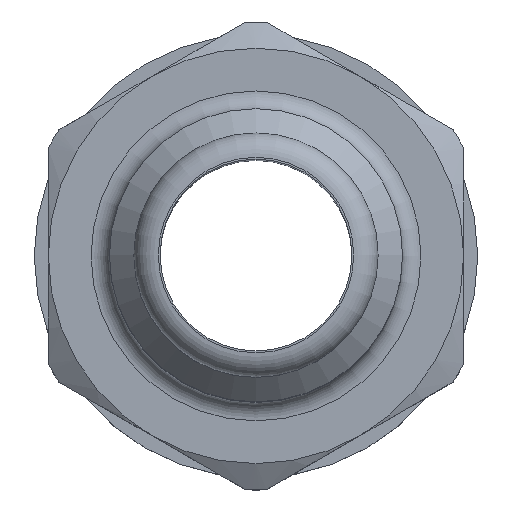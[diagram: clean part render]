
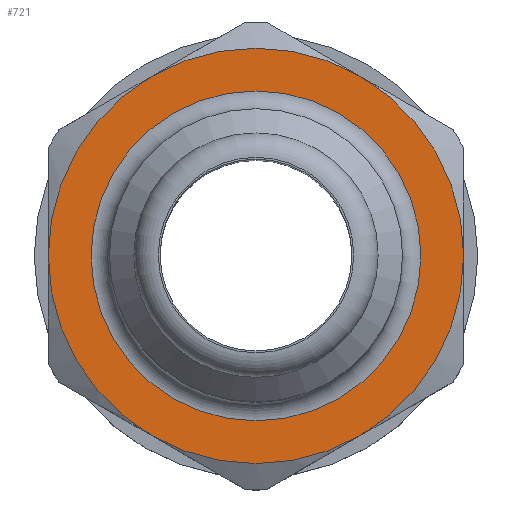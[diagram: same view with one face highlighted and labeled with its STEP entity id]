
A CAD part, top view. The second image highlights one B-rep face of the part: STEP entity #721.
In plain terms, the highlighted planar face has unit normal (0, 0, 1).
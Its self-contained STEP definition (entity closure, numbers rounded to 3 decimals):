
#203=ORIENTED_EDGE('',*,*,#358,.F.);
#204=ORIENTED_EDGE('',*,*,#332,.F.);
#205=ORIENTED_EDGE('',*,*,#343,.F.);
#206=ORIENTED_EDGE('',*,*,#341,.F.);
#207=ORIENTED_EDGE('',*,*,#338,.F.);
#208=ORIENTED_EDGE('',*,*,#335,.F.);
#209=ORIENTED_EDGE('',*,*,#361,.T.);
#332=EDGE_CURVE('',#412,#413,#469,.T.);
#335=EDGE_CURVE('',#414,#415,#470,.T.);
#338=EDGE_CURVE('',#415,#416,#471,.T.);
#341=EDGE_CURVE('',#416,#417,#472,.T.);
#343=EDGE_CURVE('',#417,#412,#473,.T.);
#358=EDGE_CURVE('',#413,#414,#482,.T.);
#361=EDGE_CURVE('',#428,#428,#483,.T.);
#412=VERTEX_POINT('',#1227);
#413=VERTEX_POINT('',#1229);
#414=VERTEX_POINT('',#1239);
#415=VERTEX_POINT('',#1241);
#416=VERTEX_POINT('',#1252);
#417=VERTEX_POINT('',#1263);
#428=VERTEX_POINT('',#1326);
#469=CIRCLE('',#796,8.5);
#470=CIRCLE('',#798,8.5);
#471=CIRCLE('',#800,8.5);
#472=CIRCLE('',#802,8.5);
#473=CIRCLE('',#804,8.5);
#482=CIRCLE('',#822,8.5);
#483=CIRCLE('',#824,6.75);
#539=EDGE_LOOP('',(#203,#204,#205,#206,#207,#208));
#540=EDGE_LOOP('',(#209));
#627=FACE_BOUND('',#539,.T.);
#628=FACE_BOUND('',#540,.T.);
#684=PLANE('',#823);
#721=ADVANCED_FACE('',(#627,#628),#684,.F.);
#796=AXIS2_PLACEMENT_3D('',#1228,#951,#952);
#798=AXIS2_PLACEMENT_3D('',#1240,#955,#956);
#800=AXIS2_PLACEMENT_3D('',#1251,#959,#960);
#802=AXIS2_PLACEMENT_3D('',#1262,#963,#964);
#804=AXIS2_PLACEMENT_3D('',#1269,#967,#968);
#822=AXIS2_PLACEMENT_3D('',#1315,#1005,#1006);
#823=AXIS2_PLACEMENT_3D('',#1324,#1007,#1008);
#824=AXIS2_PLACEMENT_3D('',#1325,#1009,#1010);
#951=DIRECTION('',(0.,0.,-1.));
#952=DIRECTION('',(-1.,0.,0.));
#955=DIRECTION('',(0.,0.,-1.));
#956=DIRECTION('',(-1.,0.,0.));
#959=DIRECTION('',(0.,0.,-1.));
#960=DIRECTION('',(-1.,0.,0.));
#963=DIRECTION('',(0.,0.,-1.));
#964=DIRECTION('',(-1.,0.,0.));
#967=DIRECTION('',(0.,0.,-1.));
#968=DIRECTION('',(-1.,0.,0.));
#1005=DIRECTION('',(0.,0.,-1.));
#1006=DIRECTION('',(-1.,0.,0.));
#1007=DIRECTION('',(0.,0.,-1.));
#1008=DIRECTION('',(-1.,0.,0.));
#1009=DIRECTION('',(0.,0.,-1.));
#1010=DIRECTION('',(-1.,0.,0.));
#1227=CARTESIAN_POINT('',(-8.5,0.,12.5));
#1228=CARTESIAN_POINT('',(0.,0.,12.5));
#1229=CARTESIAN_POINT('',(-4.25,7.361,12.5));
#1239=CARTESIAN_POINT('',(4.25,7.361,12.5));
#1240=CARTESIAN_POINT('',(0.,0.,12.5));
#1241=CARTESIAN_POINT('',(8.5,0.,12.5));
#1251=CARTESIAN_POINT('',(0.,0.,12.5));
#1252=CARTESIAN_POINT('',(4.25,-7.361,12.5));
#1262=CARTESIAN_POINT('',(0.,0.,12.5));
#1263=CARTESIAN_POINT('',(-4.25,-7.361,12.5));
#1269=CARTESIAN_POINT('',(0.,0.,12.5));
#1315=CARTESIAN_POINT('',(0.,0.,12.5));
#1324=CARTESIAN_POINT('',(0.,6.,12.5));
#1325=CARTESIAN_POINT('',(0.,0.,12.5));
#1326=CARTESIAN_POINT('',(-6.75,0.,12.5));
